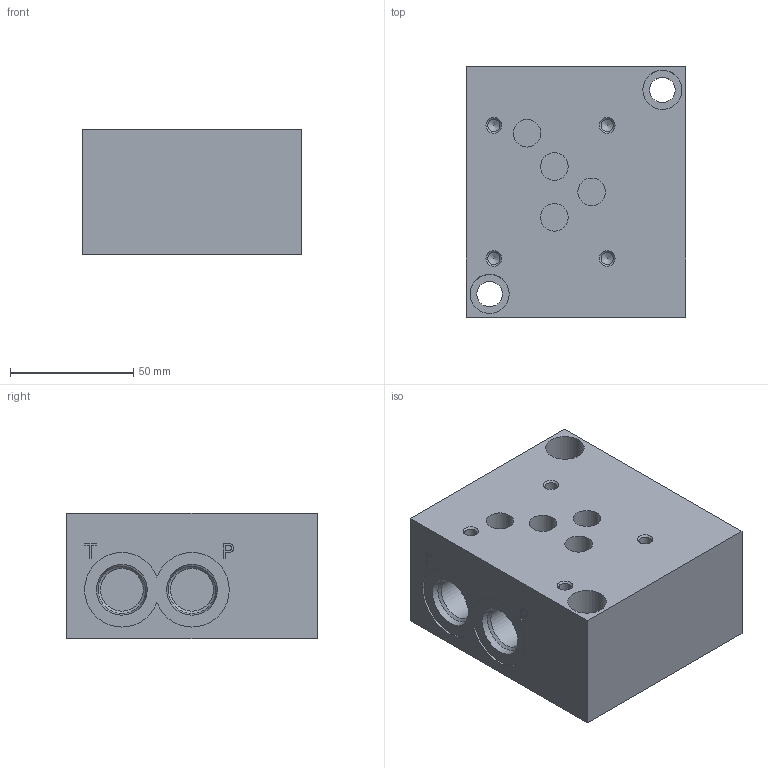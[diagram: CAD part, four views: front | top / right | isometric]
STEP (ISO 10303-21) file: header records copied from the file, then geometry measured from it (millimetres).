
FILE_DESCRIPTION( ( 'STEP AP214' ), ' ' );
FILE_NAME( 'AD05SPSB8S.stp', '2018-07-07T13:35:01', ( '' ), ( '' ), ' ', 'PARTsolutions', ' ' );
FILE_SCHEMA( ( 'AUTOMOTIVE_DESIGN { 1 0 10303 214 1 1 1 1 }' ) );
Length unit declared in the file: inch
Products named in the file (1): _AD05SPSB8S
Bounding box: 88.9 x 101.6 x 50.8 mm (x, y, z)
Volume: 409055.5 mm3; surface area: 49785.9 mm2
Topology: 1 solids, 1 shells, 245 faces, 604 edges, 396 vertices
Faces by surface type: plane 159, cylinder 66, cone 20
Full cylindrical faces by diameter (mm): 4.976 x4, 10.312 x2, 11.201 x4, 15.875 x2, 17.33 x6, 30.251 x2
Entity records: 8970 total; most frequent: CARTESIAN_POINT 1202, DIRECTION 1200, ORIENTED_EDGE 1120, EDGE_CURVE 560, LINE 412, VECTOR 412, VERTEX_POINT 396, AXIS2_PLACEMENT_3D 394
